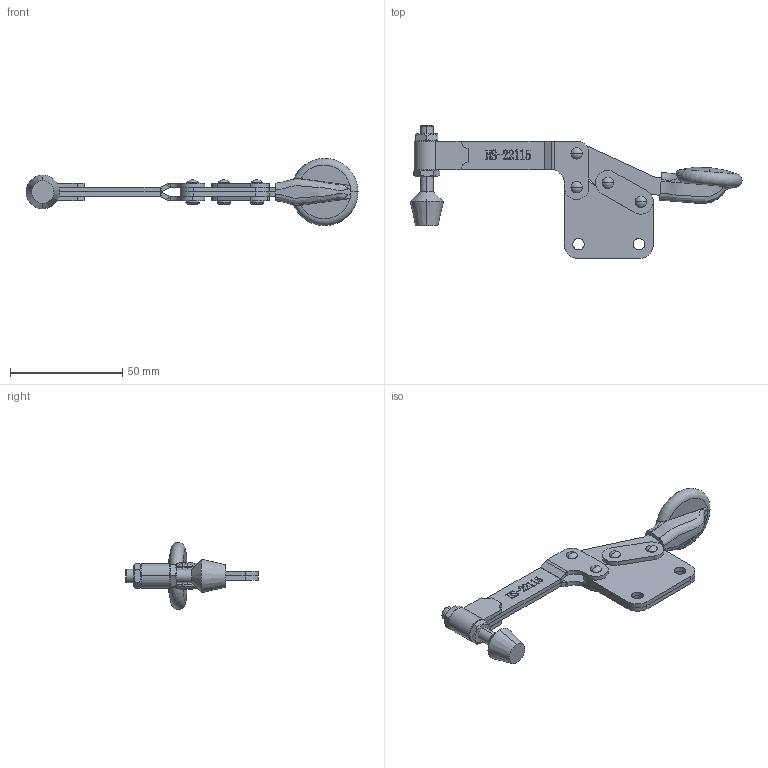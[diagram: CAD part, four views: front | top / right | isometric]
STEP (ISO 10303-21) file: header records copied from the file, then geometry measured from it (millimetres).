
FILE_DESCRIPTION (( 'STEP AP203' ), '1' );
FILE_NAME ('HS-22115 .STEP', '2019-10-05T01:06:58', ( '微软用户' ), ( '微软中国' ), 'SwSTEP 2.0', 'SolidWorks 2012', '' );
FILE_SCHEMA (( 'CONFIG_CONTROL_DESIGN' ));
Length unit declared in the file: millimetre
Products named in the file (12): HS-22115 ; hexagon head bolts-full thread gb_GB_FASTENER_BOLT_STBAB A M6X40-C; hex thin nuts-grades ab-chamfered gb_GB_FASTENER_NUT_STNAB M6-N; 揤輸; 揤參酘; 揤參衵; 种; 忒梟; 忒參; 蟀裝; 標; 眻菁釱
Assembly tree (18 placements, depth 2):
  HS-22115 
    眻菁釱  x2
    標
    蟀裝  x2
    忒參
    忒梟  x2
    种  x4
    揤參衵
    揤參酘
    揤輸
    hex thin nuts-grades ab-chamfered gb_GB_FASTENER_NUT_STNAB M6-N  x2
    hexagon head bolts-full thread gb_GB_FASTENER_BOLT_STBAB A M6X40-C
Bounding box: 148.2 x 59.35 x 29.98 mm (x, y, z)
Volume: 23063.7 mm3; surface area: 21755.6 mm2
Topology: 18 solids, 18 shells, 676 faces, 1736 edges, 1127 vertices
Faces by surface type: plane 353, bspline 148, cylinder 117, cone 30, torus 18, sphere 10
Entity records: 28217 total; most frequent: CARTESIAN_POINT 13504, ORIENTED_EDGE 2998, DIRECTION 2263, EDGE_CURVE 1499, VERTEX_POINT 974, VECTOR 965, LINE 965, AXIS2_PLACEMENT_3D 649
